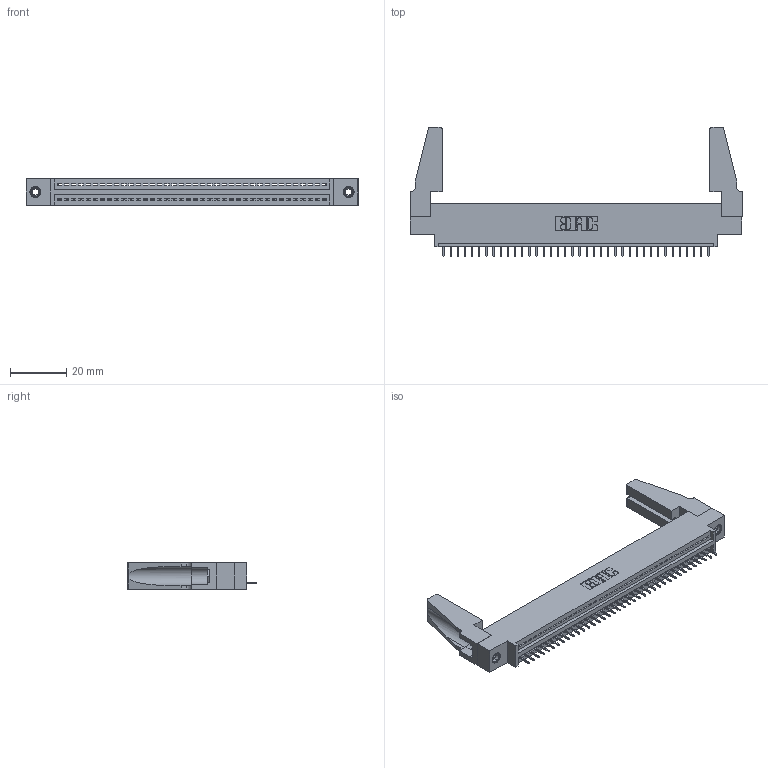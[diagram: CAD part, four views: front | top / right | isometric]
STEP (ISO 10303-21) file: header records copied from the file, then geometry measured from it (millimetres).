
FILE_DESCRIPTION (( 'STEP AP203' ), '1' );
FILE_NAME ('345-038-525-688.STEP', '2020-09-19T18:22:04', ( '' ), ( '' ), 'SwSTEP 2.0', 'SolidWorks 2020', '' );
FILE_SCHEMA (( 'CONFIG_CONTROL_DESIGN' ));
Length unit declared in the file: inch
Products named in the file (5): 345 Part_0.170 Offset - 0.156 Dia-TH; 345-220-078_345-220-088; 345-250-001_345-250-001-102; 345-292-001_345-293-125; 345-038-525-688
Assembly tree (43 placements, depth 2):
  345-038-525-688
    345 Part_0.170 Offset - 0.156 Dia-TH
    345-292-001_345-293-125  x38
    345-250-001_345-250-001-102  x2
    345-220-078_345-220-088  x2
Bounding box: 117.75 x 45.9 x 9.4 mm (x, y, z)
Volume: 14135.6 mm3; surface area: 17146.8 mm2
Topology: 43 solids, 43 shells, 2610 faces, 7507 edges, 4842 vertices
Faces by surface type: plane 1904, cylinder 690, cone 12, torus 4
Entity records: 31492 total; most frequent: CARTESIAN_POINT 5444, ORIENTED_EDGE 5376, DIRECTION 4768, EDGE_CURVE 2688, LINE 2366, VECTOR 2366, VERTEX_POINT 1782, AXIS2_PLACEMENT_3D 1201
